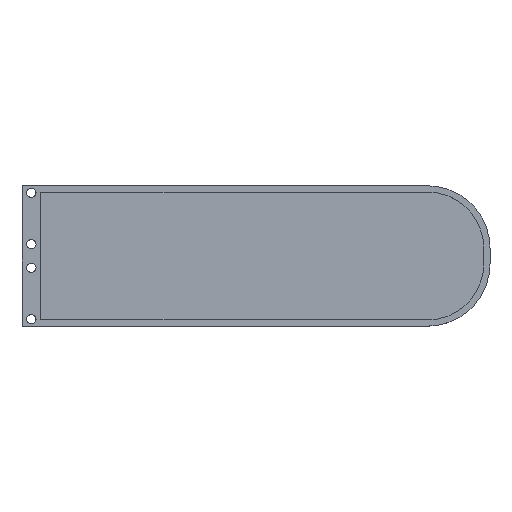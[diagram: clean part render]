
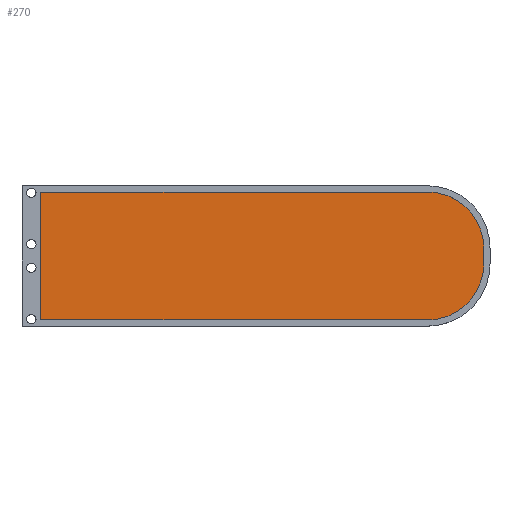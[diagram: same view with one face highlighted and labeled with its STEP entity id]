
A CAD part, top view. The second image highlights one B-rep face of the part: STEP entity #270.
In plain terms, the highlighted planar face has unit normal (0, 0, 1).
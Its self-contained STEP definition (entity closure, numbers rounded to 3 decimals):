
#4 = CARTESIAN_POINT ( 'NONE',  ( 0., -41., 3. ) ) ;
#9 = AXIS2_PLACEMENT_3D ( 'NONE', #250, #365, #493 ) ;
#37 = VERTEX_POINT ( 'NONE', #543 ) ;
#46 = EDGE_CURVE ( 'NONE', #158, #37, #268, .T. ) ;
#67 = AXIS2_PLACEMENT_3D ( 'NONE', #111, #485, #534 ) ;
#78 = EDGE_CURVE ( 'NONE', #646, #470, #340, .T. ) ;
#92 = DIRECTION ( 'NONE',  ( 0., 0., -1. ) ) ;
#96 = AXIS2_PLACEMENT_3D ( 'NONE', #647, #92, #396 ) ;
#111 = CARTESIAN_POINT ( 'NONE',  ( 110., -5., 3. ) ) ;
#128 = ORIENTED_EDGE ( 'NONE', *, *, #46, .F. ) ;
#138 = VECTOR ( 'NONE', #419, 1000. ) ;
#145 = ORIENTED_EDGE ( 'NONE', *, *, #78, .F. ) ;
#158 = VERTEX_POINT ( 'NONE', #570 ) ;
#214 = CARTESIAN_POINT ( 'NONE',  ( 146., 0., 3. ) ) ;
#228 = EDGE_CURVE ( 'NONE', #158, #494, #700, .T. ) ;
#250 = CARTESIAN_POINT ( 'NONE',  ( 0., 0., 3. ) ) ;
#260 = DIRECTION ( 'NONE',  ( 1., 0., 0. ) ) ;
#268 = LINE ( 'NONE', #517, #696 ) ;
#270 = ADVANCED_FACE ( 'NONE', ( #680 ), #797, .T. ) ;
#280 = CARTESIAN_POINT ( 'NONE',  ( 146., 5., 3. ) ) ;
#282 = CARTESIAN_POINT ( 'NONE',  ( 146., -5., 3. ) ) ;
#295 = DIRECTION ( 'NONE',  ( 0., 1., 0. ) ) ;
#340 = CIRCLE ( 'NONE', #96, 36. ) ;
#365 = DIRECTION ( 'NONE',  ( 0., 0., 1. ) ) ;
#380 = ORIENTED_EDGE ( 'NONE', *, *, #596, .F. ) ;
#396 = DIRECTION ( 'NONE',  ( 1., 0., 0. ) ) ;
#419 = DIRECTION ( 'NONE',  ( 1., 0., 0. ) ) ;
#444 = ORIENTED_EDGE ( 'NONE', *, *, #565, .F. ) ;
#470 = VERTEX_POINT ( 'NONE', #280 ) ;
#472 = LINE ( 'NONE', #214, #531 ) ;
#476 = VECTOR ( 'NONE', #260, 1000. ) ;
#485 = DIRECTION ( 'NONE',  ( 0., 0., -1. ) ) ;
#493 = DIRECTION ( 'NONE',  ( 1., 0., 0. ) ) ;
#494 = VERTEX_POINT ( 'NONE', #783 ) ;
#517 = CARTESIAN_POINT ( 'NONE',  ( -138., 0., 3. ) ) ;
#523 = ORIENTED_EDGE ( 'NONE', *, *, #228, .T. ) ;
#531 = VECTOR ( 'NONE', #772, 1000. ) ;
#534 = DIRECTION ( 'NONE',  ( 1., 0., 0. ) ) ;
#543 = CARTESIAN_POINT ( 'NONE',  ( -138., 41., 3. ) ) ;
#565 = EDGE_CURVE ( 'NONE', #774, #494, #585, .T. ) ;
#570 = CARTESIAN_POINT ( 'NONE',  ( -138., -41., 3. ) ) ;
#585 = CIRCLE ( 'NONE', #67, 36. ) ;
#596 = EDGE_CURVE ( 'NONE', #37, #646, #597, .T. ) ;
#597 = LINE ( 'NONE', #786, #138 ) ;
#646 = VERTEX_POINT ( 'NONE', #722 ) ;
#647 = CARTESIAN_POINT ( 'NONE',  ( 110., 5., 3. ) ) ;
#662 = EDGE_CURVE ( 'NONE', #470, #774, #472, .T. ) ;
#680 = FACE_OUTER_BOUND ( 'NONE', #769, .T. ) ;
#696 = VECTOR ( 'NONE', #295, 1000. ) ;
#700 = LINE ( 'NONE', #4, #476 ) ;
#722 = CARTESIAN_POINT ( 'NONE',  ( 110., 41., 3. ) ) ;
#747 = ORIENTED_EDGE ( 'NONE', *, *, #662, .F. ) ;
#769 = EDGE_LOOP ( 'NONE', ( #380, #128, #523, #444, #747, #145 ) ) ;
#772 = DIRECTION ( 'NONE',  ( 0., -1., 0. ) ) ;
#774 = VERTEX_POINT ( 'NONE', #282 ) ;
#783 = CARTESIAN_POINT ( 'NONE',  ( 110., -41., 3. ) ) ;
#786 = CARTESIAN_POINT ( 'NONE',  ( 0., 41., 3. ) ) ;
#797 = PLANE ( 'NONE',  #9 ) ;
